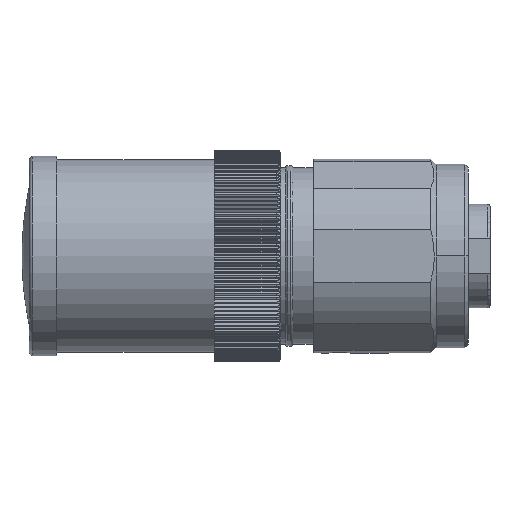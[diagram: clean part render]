
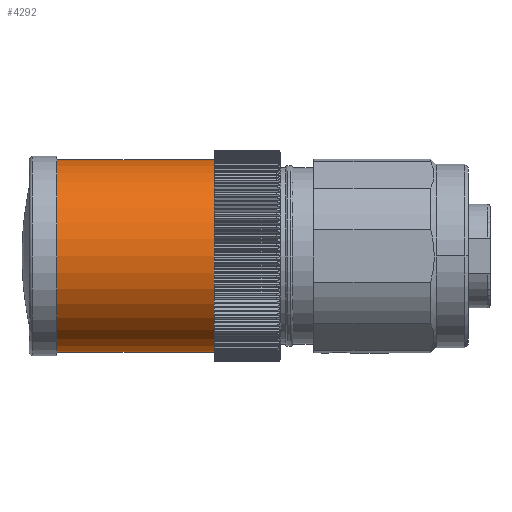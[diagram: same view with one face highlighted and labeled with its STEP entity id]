
A CAD part, front view. The second image highlights one B-rep face of the part: STEP entity #4292.
In plain terms, the highlighted cylindrical face has radius 13.35 mm (diameter 26.7 mm), a partial arc.
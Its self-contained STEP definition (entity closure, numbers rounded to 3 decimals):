
#1538=FACE_OUTER_BOUND('',#5344,.T.);
#2571=LINE('',#26592,#3602);
#2574=LINE('',#26624,#3605);
#3602=VECTOR('',#17901,1.);
#3605=VECTOR('',#17908,1.);
#4292=ADVANCED_FACE('',(#1538),#4575,.T.);
#4575=CYLINDRICAL_SURFACE('',#14463,13.35);
#5344=EDGE_LOOP('',(#9147,#9148,#9149,#9150));
#9147=ORIENTED_EDGE('',*,*,#11682,.F.);
#9148=ORIENTED_EDGE('',*,*,#12582,.T.);
#9149=ORIENTED_EDGE('',*,*,#12583,.F.);
#9150=ORIENTED_EDGE('',*,*,#12575,.F.);
#10174=VERTEX_POINT('',#21202);
#10175=VERTEX_POINT('',#21204);
#10624=VERTEX_POINT('',#26593);
#10630=VERTEX_POINT('',#26623);
#11682=EDGE_CURVE('',#10174,#10175,#13063,.T.);
#12575=EDGE_CURVE('',#10175,#10624,#2571,.T.);
#12582=EDGE_CURVE('',#10174,#10630,#2574,.T.);
#12583=EDGE_CURVE('',#10624,#10630,#13233,.T.);
#13063=CIRCLE('',#13843,13.35);
#13233=CIRCLE('',#14462,13.35);
#13843=AXIS2_PLACEMENT_3D('',#21203,#16233,#16234);
#14462=AXIS2_PLACEMENT_3D('',#26626,#17911,#17912);
#14463=AXIS2_PLACEMENT_3D('',#26627,#17913,#17914);
#16233=DIRECTION('',(1.,0.,0.));
#16234=DIRECTION('',(0.,0.,-1.));
#17901=DIRECTION('',(-1.,0.,0.));
#17908=DIRECTION('',(-1.,0.,0.));
#17911=DIRECTION('',(-1.,0.,0.));
#17912=DIRECTION('',(0.,0.,-1.));
#17913=DIRECTION('',(1.,0.,0.));
#17914=DIRECTION('',(0.,0.,-1.));
#21202=CARTESIAN_POINT('',(-6.2,0.,13.35));
#21203=CARTESIAN_POINT('',(-6.2,0.,0.));
#21204=CARTESIAN_POINT('',(-6.2,0.,-13.35));
#26592=CARTESIAN_POINT('',(-6.,0.,-13.35));
#26593=CARTESIAN_POINT('',(-28.1,0.,-13.35));
#26623=CARTESIAN_POINT('',(-28.1,0.,13.35));
#26624=CARTESIAN_POINT('',(-6.,0.,13.35));
#26626=CARTESIAN_POINT('',(-28.1,0.,0.));
#26627=CARTESIAN_POINT('',(-34.573,0.,0.));
